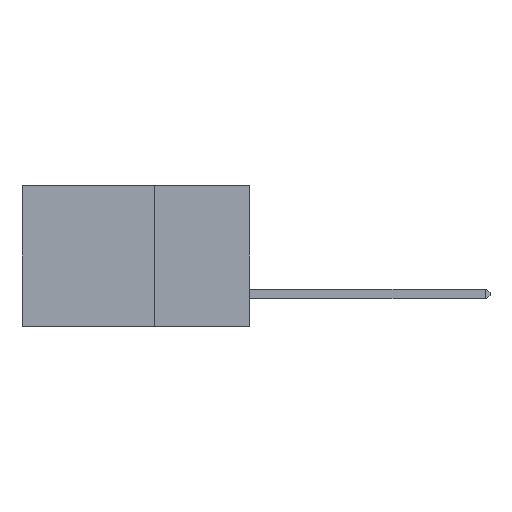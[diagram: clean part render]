
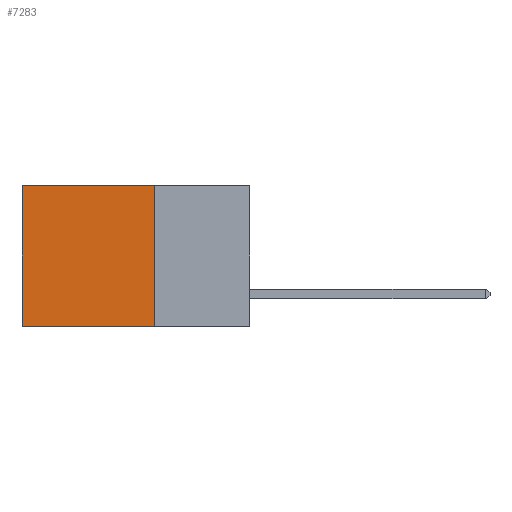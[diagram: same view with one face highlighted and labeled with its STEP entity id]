
A CAD part, left-side view. The second image highlights one B-rep face of the part: STEP entity #7283.
In plain terms, the highlighted planar face has unit normal (-1, 0, 0).
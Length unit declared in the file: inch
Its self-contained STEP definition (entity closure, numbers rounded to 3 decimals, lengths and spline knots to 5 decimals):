
#446 = VECTOR ( 'NONE', #11947, 39.37008 ) ;
#905 = ORIENTED_EDGE ( 'NONE', *, *, #1880, .T. ) ;
#906 = EDGE_CURVE ( 'NONE', #8058, #22076, #4643, .T. ) ;
#1430 = CARTESIAN_POINT ( 'NONE',  ( 0.2875, 0.6, 0. ) ) ;
#1503 = VERTEX_POINT ( 'NONE', #1430 ) ;
#1672 = CARTESIAN_POINT ( 'NONE',  ( 0.2875, 0.6, 0. ) ) ;
#1880 = EDGE_CURVE ( 'NONE', #8058, #1503, #21525, .T. ) ;
#2318 = CARTESIAN_POINT ( 'NONE',  ( 0.2875, 0.6, -0.37 ) ) ;
#2381 = PLANE ( 'NONE',  #14155 ) ;
#3120 = LINE ( 'NONE', #1672, #21398 ) ;
#3801 = VECTOR ( 'NONE', #19031, 39.37008 ) ;
#4481 = EDGE_CURVE ( 'NONE', #22076, #13503, #13161, .T. ) ;
#4643 = LINE ( 'NONE', #12182, #446 ) ;
#5942 = DIRECTION ( 'NONE',  ( 0., 0., -1. ) ) ;
#7219 = FACE_OUTER_BOUND ( 'NONE', #16662, .T. ) ;
#7247 = CARTESIAN_POINT ( 'NONE',  ( 0.2875, 0.25, -0.37 ) ) ;
#7283 = ADVANCED_FACE ( 'NONE', ( #7219 ), #2381, .F. ) ;
#8029 = CARTESIAN_POINT ( 'NONE',  ( 0.2875, 0.25, 0. ) ) ;
#8058 = VERTEX_POINT ( 'NONE', #8029 ) ;
#10431 = CARTESIAN_POINT ( 'NONE',  ( 0.2875, 0.25, -0.37 ) ) ;
#10922 = ORIENTED_EDGE ( 'NONE', *, *, #906, .F. ) ;
#11947 = DIRECTION ( 'NONE',  ( 0., 0., -1. ) ) ;
#12182 = CARTESIAN_POINT ( 'NONE',  ( 0.2875, 0.25, 0. ) ) ;
#12231 = DIRECTION ( 'NONE',  ( 0., 1., 0. ) ) ;
#13151 = CARTESIAN_POINT ( 'NONE',  ( 0.2875, 0.25, 0. ) ) ;
#13161 = LINE ( 'NONE', #10431, #20837 ) ;
#13503 = VERTEX_POINT ( 'NONE', #2318 ) ;
#14155 = AXIS2_PLACEMENT_3D ( 'NONE', #14803, #16577, #5942 ) ;
#14613 = ORIENTED_EDGE ( 'NONE', *, *, #4481, .F. ) ;
#14803 = CARTESIAN_POINT ( 'NONE',  ( 0.2875, 0.25, 0. ) ) ;
#16577 = DIRECTION ( 'NONE',  ( 1., 0., 0. ) ) ;
#16662 = EDGE_LOOP ( 'NONE', ( #21694, #14613, #10922, #905 ) ) ;
#17725 = DIRECTION ( 'NONE',  ( 0., 0., -1. ) ) ;
#19031 = DIRECTION ( 'NONE',  ( 0., 1., 0. ) ) ;
#20837 = VECTOR ( 'NONE', #12231, 39.37008 ) ;
#21398 = VECTOR ( 'NONE', #17725, 39.37008 ) ;
#21525 = LINE ( 'NONE', #13151, #3801 ) ;
#21694 = ORIENTED_EDGE ( 'NONE', *, *, #21743, .T. ) ;
#21743 = EDGE_CURVE ( 'NONE', #1503, #13503, #3120, .T. ) ;
#22076 = VERTEX_POINT ( 'NONE', #7247 ) ;
